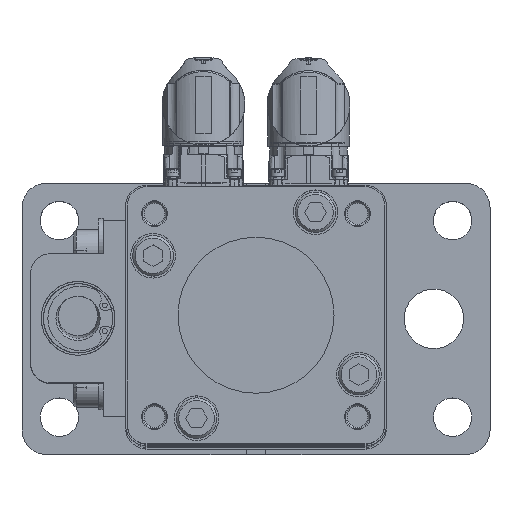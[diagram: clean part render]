
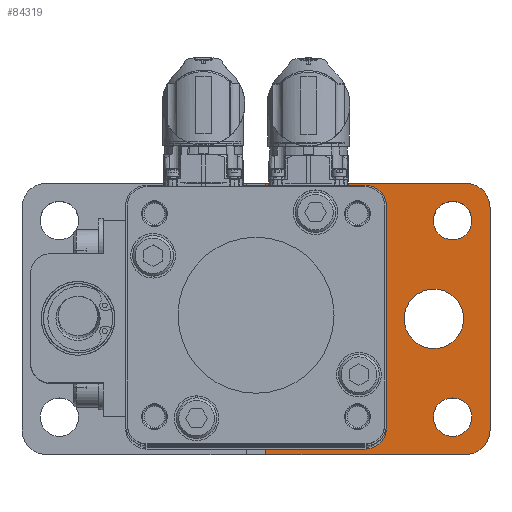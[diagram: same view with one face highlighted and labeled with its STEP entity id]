
A CAD part, top view. The second image highlights one B-rep face of the part: STEP entity #84319.
In plain terms, the highlighted face is planar.
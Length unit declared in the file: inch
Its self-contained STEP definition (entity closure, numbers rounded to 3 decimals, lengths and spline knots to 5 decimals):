
#525 = CARTESIAN_POINT ( 'NONE',  ( -2.72231, 1.24016, -0.59055 ) ) ;
#619 = DIRECTION ( 'NONE',  ( 0., 0., 1. ) ) ;
#621 = CIRCLE ( 'NONE', #56289, 0.242 ) ;
#710 = CIRCLE ( 'NONE', #21386, 0.31 ) ;
#1015 = ORIENTED_EDGE ( 'NONE', *, *, #2131, .F. ) ;
#1063 = CIRCLE ( 'NONE', #26432, 0.242 ) ;
#1126 = FACE_BOUND ( 'NONE', #93772, .T. ) ;
#1439 = CIRCLE ( 'NONE', #58723, 1.18135 ) ;
#1853 = DIRECTION ( 'NONE',  ( -1., 0., 0. ) ) ;
#2065 = VECTOR ( 'NONE', #60314, 39.37008 ) ;
#2131 = EDGE_CURVE ( 'NONE', #46458, #85001, #28936, .T. ) ;
#2325 = CARTESIAN_POINT ( 'NONE',  ( -0.125, 1.17472, -0.59055 ) ) ;
#2597 = LINE ( 'NONE', #92167, #37006 ) ;
#4671 = EDGE_LOOP ( 'NONE', ( #80468 ) ) ;
#4976 = CIRCLE ( 'NONE', #43115, 0.17205 ) ;
#5865 = DIRECTION ( 'NONE',  ( 0., 0., -1. ) ) ;
#6491 = EDGE_LOOP ( 'NONE', ( #70463 ) ) ;
#8257 = EDGE_CURVE ( 'NONE', #53550, #60473, #10316, .T. ) ;
#8973 = CARTESIAN_POINT ( 'NONE',  ( -0.125, 1.7126, -0.59055 ) ) ;
#8975 = CARTESIAN_POINT ( 'NONE',  ( -0.70866, -1.53031, -0.59055 ) ) ;
#10316 = LINE ( 'NONE', #94858, #50139 ) ;
#11146 = DIRECTION ( 'NONE',  ( 0., 0., -1. ) ) ;
#11381 = EDGE_CURVE ( 'NONE', #85001, #35447, #1439, .T. ) ;
#11599 = ORIENTED_EDGE ( 'NONE', *, *, #8257, .T. ) ;
#12412 = AXIS2_PLACEMENT_3D ( 'NONE', #65695, #20873, #81089 ) ;
#14331 = ORIENTED_EDGE ( 'NONE', *, *, #69752, .F. ) ;
#15437 = DIRECTION ( 'NONE',  ( 0., 1., 0. ) ) ;
#16059 = FACE_BOUND ( 'NONE', #84880, .T. ) ;
#18714 = CARTESIAN_POINT ( 'NONE',  ( -2.48031, -1.24016, -0.59055 ) ) ;
#19393 = CARTESIAN_POINT ( 'NONE',  ( -2.23831, -1.24016, -0.59055 ) ) ;
#19404 = ORIENTED_EDGE ( 'NONE', *, *, #71189, .F. ) ;
#20873 = DIRECTION ( 'NONE',  ( 0., 0., -1. ) ) ;
#21276 = DIRECTION ( 'NONE',  ( 1., 0., 0. ) ) ;
#21386 = AXIS2_PLACEMENT_3D ( 'NONE', #26099, #11146, #35021 ) ;
#21547 = CARTESIAN_POINT ( 'NONE',  ( -2.64276, -1.7126, -0.59055 ) ) ;
#21819 = VERTEX_POINT ( 'NONE', #55032 ) ;
#24500 = AXIS2_PLACEMENT_3D ( 'NONE', #28758, #66595, #53132 ) ;
#25703 = DIRECTION ( 'NONE',  ( 1., 0., 0. ) ) ;
#26099 = CARTESIAN_POINT ( 'NONE',  ( -2.64276, -1.4026, -0.59055 ) ) ;
#26432 = AXIS2_PLACEMENT_3D ( 'NONE', #18714, #93860, #25703 ) ;
#26698 = CIRCLE ( 'NONE', #12412, 0.375 ) ;
#26948 = DIRECTION ( 'NONE',  ( 0., 0., -1. ) ) ;
#27140 = EDGE_LOOP ( 'NONE', ( #33540 ) ) ;
#27327 = ORIENTED_EDGE ( 'NONE', *, *, #41435, .F. ) ;
#27763 = CARTESIAN_POINT ( 'NONE',  ( -2.64276, 1.4026, -0.59055 ) ) ;
#27847 = CARTESIAN_POINT ( 'NONE',  ( -1.18622, -0.70866, -0.59055 ) ) ;
#28758 = CARTESIAN_POINT ( 'NONE',  ( -0.70866, -1.35827, -0.59055 ) ) ;
#28936 = LINE ( 'NONE', #29412, #59028 ) ;
#29022 = DIRECTION ( 'NONE',  ( 0., 0., 1. ) ) ;
#29412 = CARTESIAN_POINT ( 'NONE',  ( -0.125, 1.7126, -0.59055 ) ) ;
#30354 = VERTEX_POINT ( 'NONE', #8975 ) ;
#30991 = FACE_BOUND ( 'NONE', #6491, .T. ) ;
#31368 = EDGE_CURVE ( 'NONE', #44732, #53550, #44396, .T. ) ;
#32280 = AXIS2_PLACEMENT_3D ( 'NONE', #33786, #92141, #38423 ) ;
#32470 = FACE_BOUND ( 'NONE', #4671, .T. ) ;
#32487 = ORIENTED_EDGE ( 'NONE', *, *, #92991, .T. ) ;
#32943 = CARTESIAN_POINT ( 'NONE',  ( -2.95276, -1.7126, -0.59055 ) ) ;
#33540 = ORIENTED_EDGE ( 'NONE', *, *, #80006, .F. ) ;
#33786 = CARTESIAN_POINT ( 'NONE',  ( -1.35827, 0.70866, -0.59055 ) ) ;
#34199 = EDGE_LOOP ( 'NONE', ( #40029 ) ) ;
#35021 = DIRECTION ( 'NONE',  ( 1., 0., 0. ) ) ;
#35447 = VERTEX_POINT ( 'NONE', #2325 ) ;
#37006 = VECTOR ( 'NONE', #55358, 39.37008 ) ;
#37600 = CARTESIAN_POINT ( 'NONE',  ( -0.70866, 1.53031, -0.59055 ) ) ;
#37842 = CARTESIAN_POINT ( 'NONE',  ( -1.87, 0., -0.59055 ) ) ;
#37998 = EDGE_CURVE ( 'NONE', #44732, #21819, #66351, .T. ) ;
#38423 = DIRECTION ( 'NONE',  ( -1., 0., 0. ) ) ;
#38734 = AXIS2_PLACEMENT_3D ( 'NONE', #59410, #29022, #95711 ) ;
#38956 = FACE_BOUND ( 'NONE', #34199, .T. ) ;
#39429 = FACE_BOUND ( 'NONE', #27140, .T. ) ;
#40029 = ORIENTED_EDGE ( 'NONE', *, *, #91222, .T. ) ;
#41043 = ORIENTED_EDGE ( 'NONE', *, *, #31368, .T. ) ;
#41435 = EDGE_CURVE ( 'NONE', #30354, #30354, #72192, .T. ) ;
#41544 = EDGE_CURVE ( 'NONE', #98036, #98036, #621, .T. ) ;
#42030 = CARTESIAN_POINT ( 'NONE',  ( -2.64276, 1.7126, -0.59055 ) ) ;
#43115 = AXIS2_PLACEMENT_3D ( 'NONE', #70792, #619, #91186 ) ;
#43759 = VERTEX_POINT ( 'NONE', #19393 ) ;
#44396 = CIRCLE ( 'NONE', #98351, 0.31 ) ;
#44732 = VERTEX_POINT ( 'NONE', #70359 ) ;
#44954 = VECTOR ( 'NONE', #15437, 39.37008 ) ;
#46458 = VERTEX_POINT ( 'NONE', #88457 ) ;
#50139 = VECTOR ( 'NONE', #72499, 39.37008 ) ;
#50801 = CARTESIAN_POINT ( 'NONE',  ( -0.125, -1.17472, -0.59055 ) ) ;
#51217 = EDGE_CURVE ( 'NONE', #80118, #80118, #53021, .T. ) ;
#51893 = CARTESIAN_POINT ( 'NONE',  ( -2.95276, 1.7126, -0.59055 ) ) ;
#51961 = EDGE_CURVE ( 'NONE', #84779, #21819, #710, .T. ) ;
#53021 = CIRCLE ( 'NONE', #38734, 0.17205 ) ;
#53132 = DIRECTION ( 'NONE',  ( 0., -1., 0. ) ) ;
#53402 = DIRECTION ( 'NONE',  ( 0., 0., 1. ) ) ;
#53550 = VERTEX_POINT ( 'NONE', #42030 ) ;
#53764 = LINE ( 'NONE', #74721, #44954 ) ;
#54561 = CIRCLE ( 'NONE', #32280, 0.17205 ) ;
#55032 = CARTESIAN_POINT ( 'NONE',  ( -2.95276, -1.4026, -0.59055 ) ) ;
#55358 = DIRECTION ( 'NONE',  ( 1., 0., 0. ) ) ;
#55870 = AXIS2_PLACEMENT_3D ( 'NONE', #32943, #53402, #93169 ) ;
#56289 = AXIS2_PLACEMENT_3D ( 'NONE', #61092, #83950, #1853 ) ;
#57233 = EDGE_LOOP ( 'NONE', ( #27327 ) ) ;
#57431 = EDGE_LOOP ( 'NONE', ( #11599, #19404, #88079, #1015, #14331, #66489, #79505, #41043 ) ) ;
#58000 = ORIENTED_EDGE ( 'NONE', *, *, #51217, .T. ) ;
#58723 = AXIS2_PLACEMENT_3D ( 'NONE', #95110, #26948, #86212 ) ;
#59028 = VECTOR ( 'NONE', #59791, 39.37008 ) ;
#59410 = CARTESIAN_POINT ( 'NONE',  ( -0.70866, 1.35827, -0.59055 ) ) ;
#59791 = DIRECTION ( 'NONE',  ( 0., 1., 0. ) ) ;
#60314 = DIRECTION ( 'NONE',  ( 0., -1., 0. ) ) ;
#60473 = VERTEX_POINT ( 'NONE', #8973 ) ;
#61092 = CARTESIAN_POINT ( 'NONE',  ( -2.48031, 1.24016, -0.59055 ) ) ;
#62857 = PLANE ( 'NONE',  #55870 ) ;
#63338 = FACE_BOUND ( 'NONE', #57233, .T. ) ;
#65692 = VERTEX_POINT ( 'NONE', #27847 ) ;
#65695 = CARTESIAN_POINT ( 'NONE',  ( -2.245, 0., -0.59055 ) ) ;
#66351 = LINE ( 'NONE', #51893, #2065 ) ;
#66489 = ORIENTED_EDGE ( 'NONE', *, *, #51961, .T. ) ;
#66595 = DIRECTION ( 'NONE',  ( 0., 0., -1. ) ) ;
#68607 = CARTESIAN_POINT ( 'NONE',  ( -1.53031, 0.70866, -0.59055 ) ) ;
#69328 = FACE_OUTER_BOUND ( 'NONE', #57431, .T. ) ;
#69752 = EDGE_CURVE ( 'NONE', #84779, #46458, #2597, .T. ) ;
#70359 = CARTESIAN_POINT ( 'NONE',  ( -2.95276, 1.4026, -0.59055 ) ) ;
#70463 = ORIENTED_EDGE ( 'NONE', *, *, #41544, .F. ) ;
#70792 = CARTESIAN_POINT ( 'NONE',  ( -1.35827, -0.70866, -0.59055 ) ) ;
#71189 = EDGE_CURVE ( 'NONE', #35447, #60473, #53764, .T. ) ;
#72192 = CIRCLE ( 'NONE', #24500, 0.17205 ) ;
#72499 = DIRECTION ( 'NONE',  ( 1., 0., 0. ) ) ;
#74721 = CARTESIAN_POINT ( 'NONE',  ( -0.125, 1.7126, -0.59055 ) ) ;
#79505 = ORIENTED_EDGE ( 'NONE', *, *, #37998, .F. ) ;
#80006 = EDGE_CURVE ( 'NONE', #92066, #92066, #26698, .T. ) ;
#80118 = VERTEX_POINT ( 'NONE', #37600 ) ;
#80468 = ORIENTED_EDGE ( 'NONE', *, *, #97832, .F. ) ;
#81089 = DIRECTION ( 'NONE',  ( 1., 0., 0. ) ) ;
#83950 = DIRECTION ( 'NONE',  ( 0., 0., -1. ) ) ;
#84319 = ADVANCED_FACE ( 'NONE', ( #39429, #32470, #30991, #38956, #16059, #69328, #1126, #63338 ), #62857, .F. ) ;
#84779 = VERTEX_POINT ( 'NONE', #21547 ) ;
#84880 = EDGE_LOOP ( 'NONE', ( #32487 ) ) ;
#85001 = VERTEX_POINT ( 'NONE', #50801 ) ;
#86212 = DIRECTION ( 'NONE',  ( -1., 0., 0. ) ) ;
#88079 = ORIENTED_EDGE ( 'NONE', *, *, #11381, .F. ) ;
#88457 = CARTESIAN_POINT ( 'NONE',  ( -0.125, -1.7126, -0.59055 ) ) ;
#90980 = VERTEX_POINT ( 'NONE', #68607 ) ;
#91186 = DIRECTION ( 'NONE',  ( 1., 0., 0. ) ) ;
#91222 = EDGE_CURVE ( 'NONE', #43759, #43759, #1063, .T. ) ;
#92066 = VERTEX_POINT ( 'NONE', #37842 ) ;
#92141 = DIRECTION ( 'NONE',  ( 0., 0., -1. ) ) ;
#92167 = CARTESIAN_POINT ( 'NONE',  ( -2.95276, -1.7126, -0.59055 ) ) ;
#92991 = EDGE_CURVE ( 'NONE', #65692, #65692, #4976, .T. ) ;
#93169 = DIRECTION ( 'NONE',  ( 1., 0., 0. ) ) ;
#93772 = EDGE_LOOP ( 'NONE', ( #58000 ) ) ;
#93860 = DIRECTION ( 'NONE',  ( 0., 0., 1. ) ) ;
#94858 = CARTESIAN_POINT ( 'NONE',  ( -2.95276, 1.7126, -0.59055 ) ) ;
#95110 = CARTESIAN_POINT ( 'NONE',  ( 0., 0., -0.59055 ) ) ;
#95711 = DIRECTION ( 'NONE',  ( 0., 1., 0. ) ) ;
#97832 = EDGE_CURVE ( 'NONE', #90980, #90980, #54561, .T. ) ;
#98036 = VERTEX_POINT ( 'NONE', #525 ) ;
#98351 = AXIS2_PLACEMENT_3D ( 'NONE', #27763, #5865, #21276 ) ;
